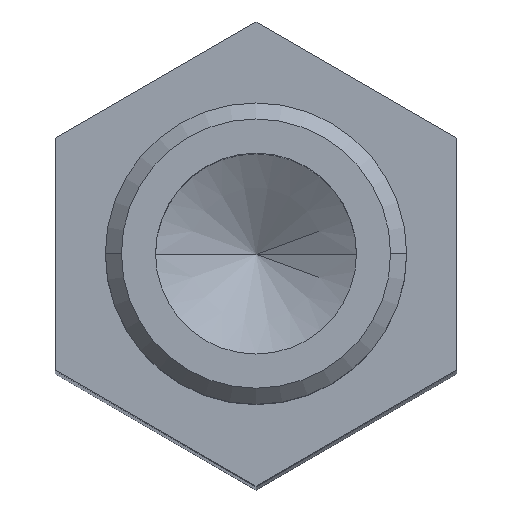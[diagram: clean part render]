
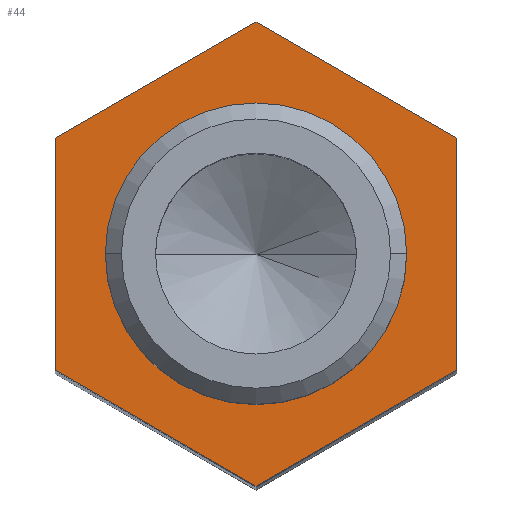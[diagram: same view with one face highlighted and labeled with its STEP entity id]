
A CAD part, top view. The second image highlights one B-rep face of the part: STEP entity #44.
In plain terms, the highlighted planar face has unit normal (0, 0, 1).
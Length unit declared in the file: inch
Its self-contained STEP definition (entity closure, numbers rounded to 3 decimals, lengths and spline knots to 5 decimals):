
#42 = CARTESIAN_POINT ( 'NONE',  ( 0.25, 0.14434, -0.28 ) ) ;
#44 = ADVANCED_FACE ( 'NONE', ( #657, #73 ), #516, .T. ) ;
#52 = VECTOR ( 'NONE', #484, 39.37008 ) ;
#73 = FACE_OUTER_BOUND ( 'NONE', #739, .T. ) ;
#84 = DIRECTION ( 'NONE',  ( 0., 0., 1. ) ) ;
#89 = DIRECTION ( 'NONE',  ( 1., 0., 0. ) ) ;
#104 = CARTESIAN_POINT ( 'NONE',  ( -0.25, 0.14434, -0.28 ) ) ;
#111 = VERTEX_POINT ( 'NONE', #262 ) ;
#114 = DIRECTION ( 'NONE',  ( -0.866, 0.5, 0. ) ) ;
#115 = VERTEX_POINT ( 'NONE', #751 ) ;
#116 = VERTEX_POINT ( 'NONE', #104 ) ;
#122 = DIRECTION ( 'NONE',  ( 0., 1., 0. ) ) ;
#128 = LINE ( 'NONE', #512, #400 ) ;
#141 = VERTEX_POINT ( 'NONE', #174 ) ;
#148 = DIRECTION ( 'NONE',  ( 1., 0., 0. ) ) ;
#174 = CARTESIAN_POINT ( 'NONE',  ( -0.1875, 0., -0.28 ) ) ;
#205 = VERTEX_POINT ( 'NONE', #290 ) ;
#217 = DIRECTION ( 'NONE',  ( 0., -1., 0. ) ) ;
#219 = ORIENTED_EDGE ( 'NONE', *, *, #412, .F. ) ;
#220 = EDGE_CURVE ( 'NONE', #116, #649, #581, .T. ) ;
#227 = VECTOR ( 'NONE', #907, 39.37008 ) ;
#236 = CARTESIAN_POINT ( 'NONE',  ( 0.25, -0.14434, -0.28 ) ) ;
#251 = VERTEX_POINT ( 'NONE', #764 ) ;
#262 = CARTESIAN_POINT ( 'NONE',  ( 0.25, 0.14434, -0.28 ) ) ;
#273 = EDGE_CURVE ( 'NONE', #435, #111, #128, .T. ) ;
#290 = CARTESIAN_POINT ( 'NONE',  ( 0., 0.28868, -0.28 ) ) ;
#323 = CIRCLE ( 'NONE', #591, 0.1875 ) ;
#324 = CARTESIAN_POINT ( 'NONE',  ( 0., 0.28868, -0.28 ) ) ;
#339 = EDGE_CURVE ( 'NONE', #115, #141, #814, .T. ) ;
#351 = VECTOR ( 'NONE', #114, 39.37008 ) ;
#384 = CARTESIAN_POINT ( 'NONE',  ( 0., 0., -0.28 ) ) ;
#393 = LINE ( 'NONE', #324, #639 ) ;
#397 = CARTESIAN_POINT ( 'NONE',  ( 0., -0.28868, -0.28 ) ) ;
#400 = VECTOR ( 'NONE', #122, 39.37008 ) ;
#412 = EDGE_CURVE ( 'NONE', #141, #115, #323, .T. ) ;
#415 = AXIS2_PLACEMENT_3D ( 'NONE', #712, #646, #577 ) ;
#419 = CARTESIAN_POINT ( 'NONE',  ( -0.25, 0.14434, -0.28 ) ) ;
#423 = EDGE_LOOP ( 'NONE', ( #535, #219 ) ) ;
#435 = VERTEX_POINT ( 'NONE', #236 ) ;
#484 = DIRECTION ( 'NONE',  ( 0.866, 0.5, 0. ) ) ;
#490 = LINE ( 'NONE', #397, #52 ) ;
#510 = ORIENTED_EDGE ( 'NONE', *, *, #273, .T. ) ;
#512 = CARTESIAN_POINT ( 'NONE',  ( 0.25, -0.14434, -0.28 ) ) ;
#516 = PLANE ( 'NONE',  #820 ) ;
#535 = ORIENTED_EDGE ( 'NONE', *, *, #339, .F. ) ;
#577 = DIRECTION ( 'NONE',  ( 1., 0., 0. ) ) ;
#581 = LINE ( 'NONE', #419, #803 ) ;
#591 = AXIS2_PLACEMENT_3D ( 'NONE', #384, #84, #89 ) ;
#617 = EDGE_CURVE ( 'NONE', #111, #205, #773, .T. ) ;
#639 = VECTOR ( 'NONE', #743, 39.37008 ) ;
#646 = DIRECTION ( 'NONE',  ( 0., 0., 1. ) ) ;
#649 = VERTEX_POINT ( 'NONE', #815 ) ;
#657 = FACE_BOUND ( 'NONE', #423, .T. ) ;
#687 = ORIENTED_EDGE ( 'NONE', *, *, #220, .T. ) ;
#691 = ORIENTED_EDGE ( 'NONE', *, *, #617, .T. ) ;
#712 = CARTESIAN_POINT ( 'NONE',  ( 0., 0., -0.28 ) ) ;
#714 = ORIENTED_EDGE ( 'NONE', *, *, #745, .T. ) ;
#735 = EDGE_CURVE ( 'NONE', #649, #251, #839, .T. ) ;
#739 = EDGE_LOOP ( 'NONE', ( #510, #691, #788, #687, #843, #714 ) ) ;
#743 = DIRECTION ( 'NONE',  ( -0.866, -0.5, 0. ) ) ;
#745 = EDGE_CURVE ( 'NONE', #251, #435, #490, .T. ) ;
#751 = CARTESIAN_POINT ( 'NONE',  ( 0.1875, 0., -0.28 ) ) ;
#764 = CARTESIAN_POINT ( 'NONE',  ( 0., -0.28868, -0.28 ) ) ;
#773 = LINE ( 'NONE', #42, #351 ) ;
#776 = EDGE_CURVE ( 'NONE', #205, #116, #393, .T. ) ;
#788 = ORIENTED_EDGE ( 'NONE', *, *, #776, .T. ) ;
#793 = CARTESIAN_POINT ( 'NONE',  ( 0., 0., -0.28 ) ) ;
#803 = VECTOR ( 'NONE', #217, 39.37008 ) ;
#814 = CIRCLE ( 'NONE', #415, 0.1875 ) ;
#815 = CARTESIAN_POINT ( 'NONE',  ( -0.25, -0.14434, -0.28 ) ) ;
#820 = AXIS2_PLACEMENT_3D ( 'NONE', #793, #866, #148 ) ;
#833 = CARTESIAN_POINT ( 'NONE',  ( -0.25, -0.14434, -0.28 ) ) ;
#839 = LINE ( 'NONE', #833, #227 ) ;
#843 = ORIENTED_EDGE ( 'NONE', *, *, #735, .T. ) ;
#866 = DIRECTION ( 'NONE',  ( 0., 0., 1. ) ) ;
#907 = DIRECTION ( 'NONE',  ( 0.866, -0.5, 0. ) ) ;
